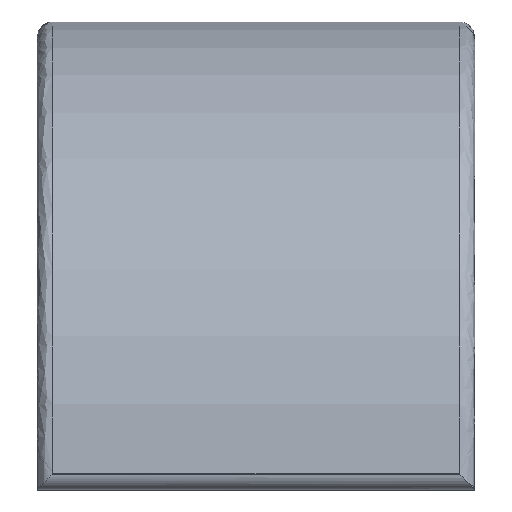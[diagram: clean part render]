
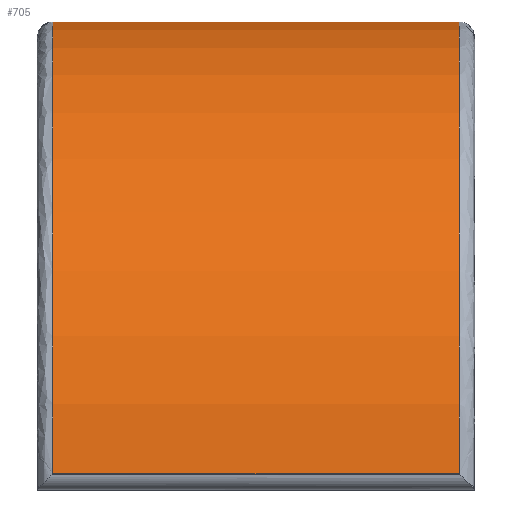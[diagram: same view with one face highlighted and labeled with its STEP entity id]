
A CAD part, top view. The second image highlights one B-rep face of the part: STEP entity #705.
In plain terms, the highlighted cylindrical face has radius 30 mm (diameter 60 mm), a partial arc.
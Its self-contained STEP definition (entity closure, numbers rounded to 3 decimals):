
#494=CARTESIAN_POINT('',(13.,1.034,29.982));
#495=VERTEX_POINT('',#494);
#503=CARTESIAN_POINT('',(-13.,1.034,29.982));
#504=VERTEX_POINT('',#503);
#505=CARTESIAN_POINT('',(-13.,1.034,29.982));
#506=DIRECTION('',(1.0,0.0,0.0));
#507=VECTOR('',#506,26.);
#508=LINE('',#505,#507);
#509=EDGE_CURVE('',#504,#495,#508,.T.);
#548=CARTESIAN_POINT('',(13.,29.982,1.034));
#549=VERTEX_POINT('',#548);
#588=CARTESIAN_POINT('',(13.,0.0,0.0));
#589=DIRECTION('',(-1.0,0.0,0.0));
#590=DIRECTION('',(0.0,0.0,-1.0));
#591=AXIS2_PLACEMENT_3D('',#588,#589,#590);
#592=CIRCLE('',#591,30.);
#593=EDGE_CURVE('',#495,#549,#592,.T.);
#603=CARTESIAN_POINT('',(-13.,29.982,1.034));
#604=VERTEX_POINT('',#603);
#643=CARTESIAN_POINT('',(13.,29.982,1.034));
#644=DIRECTION('',(-1.0,0.0,0.0));
#645=VECTOR('',#644,26.);
#646=LINE('',#643,#645);
#647=EDGE_CURVE('',#549,#604,#646,.T.);
#684=CARTESIAN_POINT('',(-13.,0.0,0.0));
#685=DIRECTION('',(1.0,0.0,0.0));
#686=DIRECTION('',(0.0,0.0,-1.0));
#687=AXIS2_PLACEMENT_3D('',#684,#685,#686);
#688=CIRCLE('',#687,30.);
#689=EDGE_CURVE('',#604,#504,#688,.T.);
#694=CARTESIAN_POINT('',(-14.,0.0,0.0));
#695=DIRECTION('',(1.0,0.0,0.0));
#696=DIRECTION('',(0.0,0.0,-1.0));
#697=AXIS2_PLACEMENT_3D('',#694,#695,#696);
#698=CYLINDRICAL_SURFACE('',#697,30.);
#699=ORIENTED_EDGE('',*,*,#647,.T.);
#700=ORIENTED_EDGE('',*,*,#689,.T.);
#701=ORIENTED_EDGE('',*,*,#509,.T.);
#702=ORIENTED_EDGE('',*,*,#593,.T.);
#703=EDGE_LOOP('',(#699,#700,#701,#702));
#704=FACE_OUTER_BOUND('',#703,.T.);
#705=ADVANCED_FACE('',(#704),#698,.T.);
